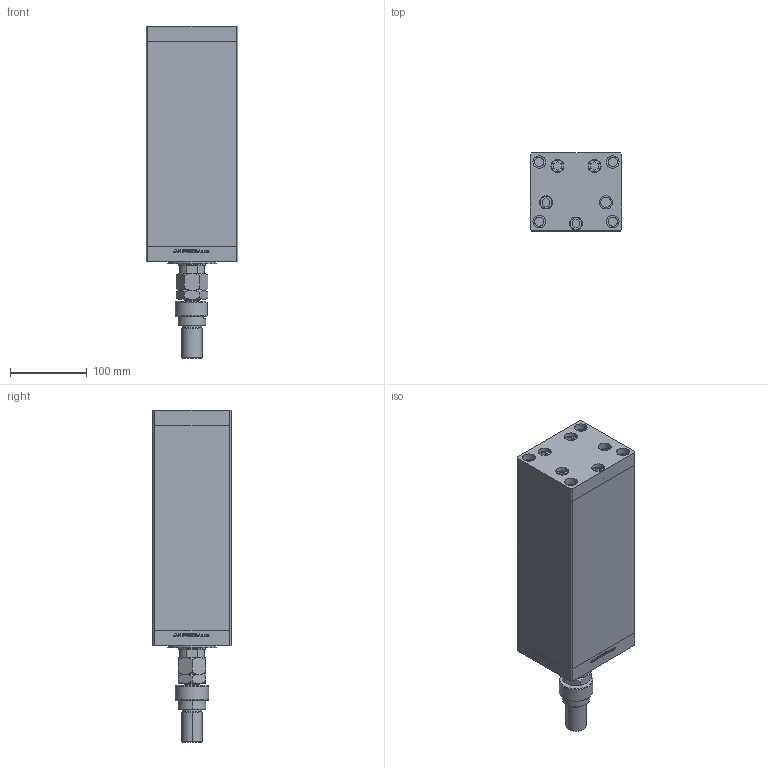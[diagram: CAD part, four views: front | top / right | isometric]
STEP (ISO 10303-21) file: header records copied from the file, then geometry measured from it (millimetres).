
FILE_DESCRIPTION (( 'STEP AP203' ), '1' );
FILE_NAME ('974c.STEP', '2022-04-22T09:46:08', ( '' ), ( '' ), 'SwSTEP 2.0', 'SolidWorks 2019', '' );
FILE_SCHEMA (( 'CONFIG_CONTROL_DESIGN' ));
Length unit declared in the file: millimetre
Products named in the file (9): V220C FRONT 101c0be71b574bab93f1e250b8e33b1a; DFA 101c0be71b574bab93f1e250b8e33b1a; V220C BACK_C 101c0be71b574bab93f1e250b8e33b1a; FEMALE_PART_FOR_DFA 101c0be71b574bab93f1e250b8e33b1a; V220C_C MIDDLE 101c0be71b574bab93f1e250b8e33b1a; MFA 101c0be71b574bab93f1e250b8e33b1a; V220C_VC_C 101c0be71b574bab93f1e250b8e33b1a; 974c; ALLEN BOLT 101c0be71b574bab93f1e250b8e33b1a
Assembly tree (16 placements, depth 3):
  974c
    ALLEN BOLT 101c0be71b574bab93f1e250b8e33b1a  x9
    V220C_C MIDDLE 101c0be71b574bab93f1e250b8e33b1a
    V220C FRONT 101c0be71b574bab93f1e250b8e33b1a
    V220C_VC_C 101c0be71b574bab93f1e250b8e33b1a
    V220C BACK_C 101c0be71b574bab93f1e250b8e33b1a
    DFA 101c0be71b574bab93f1e250b8e33b1a
      FEMALE_PART_FOR_DFA 101c0be71b574bab93f1e250b8e33b1a
      MFA 101c0be71b574bab93f1e250b8e33b1a
Bounding box: 120 x 102 x 434 mm (x, y, z)
Volume: 3233911.6 mm3; surface area: 397027.1 mm2
Topology: 15 solids, 15 shells, 1250 faces, 3081 edges, 2007 vertices
Faces by surface type: plane 570, bspline 380, cylinder 174, cone 82, torus 44
Entity records: 52048 total; most frequent: CARTESIAN_POINT 27342, ORIENTED_EDGE 5422, DIRECTION 3665, EDGE_CURVE 2711, VERTEX_POINT 1783, VECTOR 1529, LINE 1529, EDGE_LOOP 1250
